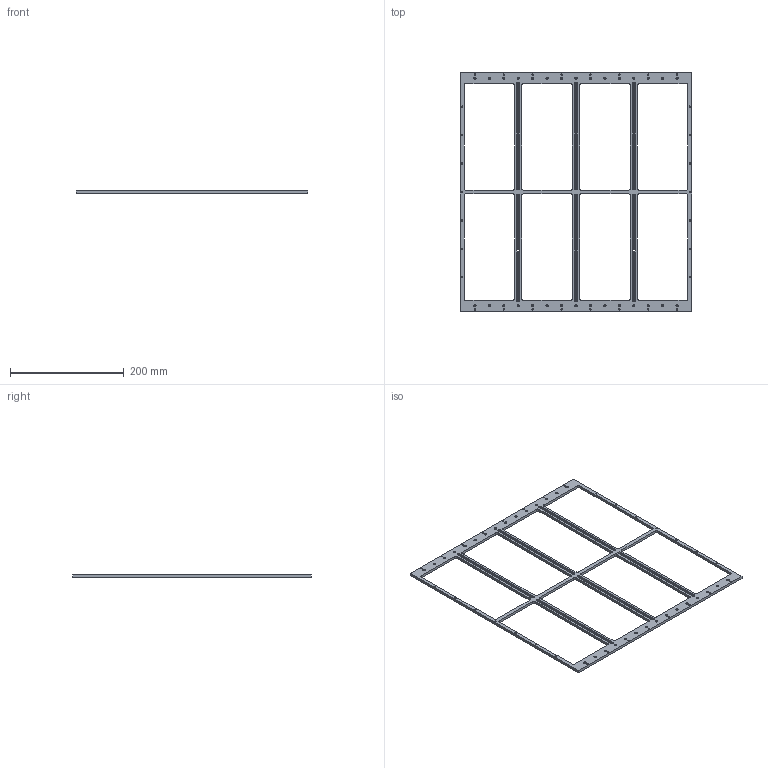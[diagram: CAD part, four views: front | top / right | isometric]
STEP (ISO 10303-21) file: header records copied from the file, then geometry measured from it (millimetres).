
FILE_DESCRIPTION(/* description */ (''),/* implementation_level */ '2;1');
FILE_NAME(/* name */ 'JigofDestiny.stp',/* time_stamp */ '2016-06-13T14:58:44-05:00',/* author */ (''),/* organization */ (''),/* preprocessor_version */ 'ST-DEVELOPER v15.2',/* originating_system */ 'Autodesk Translator Framework v2.0.0.5431',/* authorisation */ '');
FILE_SCHEMA (('AUTOMOTIVE_DESIGN { 1 0 10303 214 3 1 1 }'));
Length unit declared in the file: centimetre
Products named in the file (1): JigOfDestiny
Bounding box: 406.4 x 419.1 x 4.76 mm (x, y, z)
Volume: 154686.4 mm3; surface area: 110220.2 mm2
Topology: 1 solids, 1 shells, 244 faces, 618 edges, 412 vertices
Faces by surface type: cylinder 146, plane 98
Full cylindrical faces by diameter (mm): 2.381 x30, 2.388 x30, 4.115 x30
Entity records: 7339 total; most frequent: DIRECTION 1310, CARTESIAN_POINT 1185, ORIENTED_EDGE 1056, AXIS2_PLACEMENT_3D 537, EDGE_CURVE 528, EDGE_LOOP 518, VERTEX_POINT 412, FACE_BOUND 295
